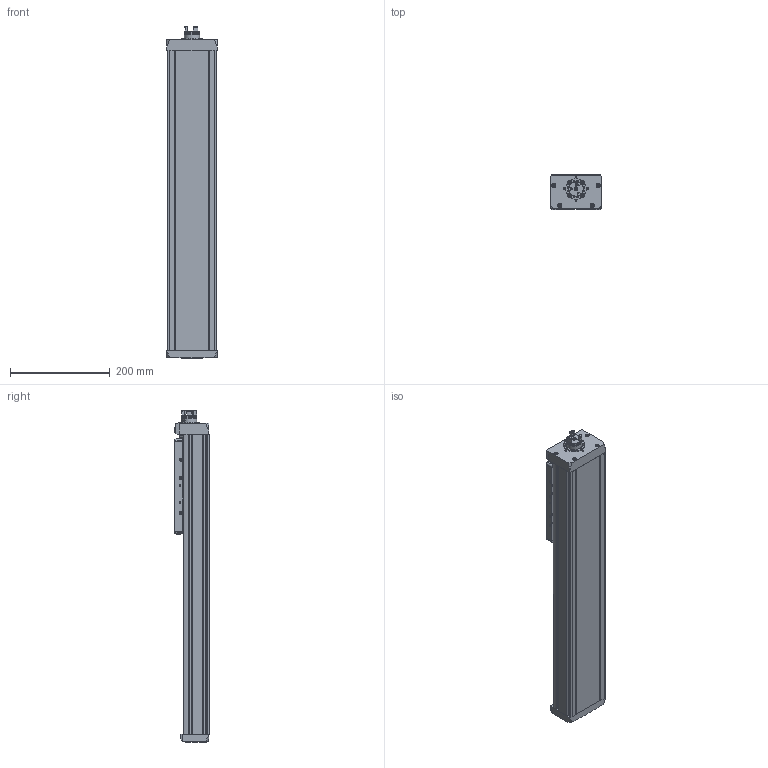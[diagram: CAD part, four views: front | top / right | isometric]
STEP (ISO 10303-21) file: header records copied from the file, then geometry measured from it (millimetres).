
FILE_DESCRIPTION(/* description */ ('STEP AP214'),/* implementation_level */ '2;1');
FILE_NAME(/* name */ '8192323_ELGD-BS-KF-WD-100-400-0H-10P-L',/* time_stamp */ '2024-08-22T10:52:33+02:00',/* author */ ('License CC BY-ND 4.0'),/* organization */ ('CADENAS'),/* preprocessor_version */ 'ST-DEVELOPER v19.3',/* originating_system */ 'PARTsolutions',/* authorisation */ ' ');
FILE_SCHEMA (('AUTOMOTIVE_DESIGN {1 0 10303 214 3 1 1}'));
Length unit declared in the file: millimetre
Products named in the file (8): 8192323 ELGD-BS-KF-WD-100-400-0H-10P-L---(0_high); 8176878 ELGD-BS-KF-WD-100-400-0H---(highh); 8176874 ELGD-TB-KF-100---(high_s); ISO-4026 M6x6; 340116 G1/8-AEVU; 8192184 EAMC-30-GB16-D8x10-A; ISO 14579 M4x10(F); ISO-4762 M4x12
Assembly tree (12 placements, depth 2):
  8192323 ELGD-BS-KF-WD-100-400-0H-10P-L---(0_high)
    8176878 ELGD-BS-KF-WD-100-400-0H---(highh)
    8176874 ELGD-TB-KF-100---(high_s)
    ISO-4026 M6x6  x6
    340116 G1/8-AEVU
    8192184 EAMC-30-GB16-D8x10-A
    ISO 14579 M4x10(F)
    ISO-4762 M4x12
Bounding box: 101.8 x 70 x 666.5 mm (x, y, z)
Volume: 3206288.1 mm3; surface area: 476760 mm2
Topology: 12 solids, 12 shells, 815 faces, 2016 edges, 1279 vertices
Faces by surface type: plane 378, cylinder 279, cone 139, torus 19
Full cylindrical faces by diameter (mm): 2.459 x4, 3.242 x10, 4 x2, 4.134 x8, 4.5 x1, 4.917 x6, 5 x2, 6 x6, 6.2 x1, 7 x10, 7.4 x1, 8 x1, 8.2 x4, 8.3 x1, 8.5 x4, 8.566 x1, 9 x4
Entity records: 21550 total; most frequent: CARTESIAN_POINT 3853, DIRECTION 3575, ORIENTED_EDGE 3202, EDGE_CURVE 1601, AXIS2_PLACEMENT_3D 1360, VERTEX_POINT 1135, FACE_BOUND 938, EDGE_LOOP 920
